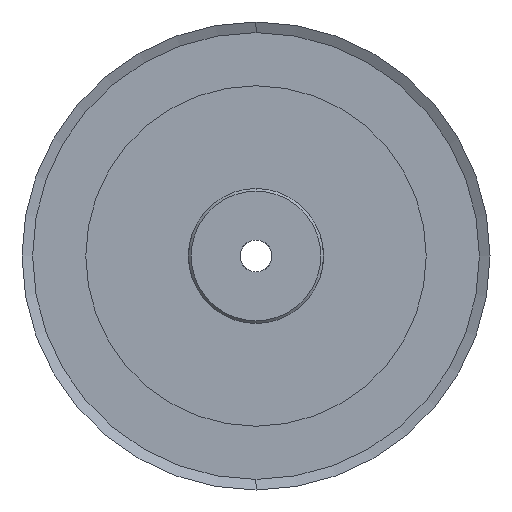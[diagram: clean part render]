
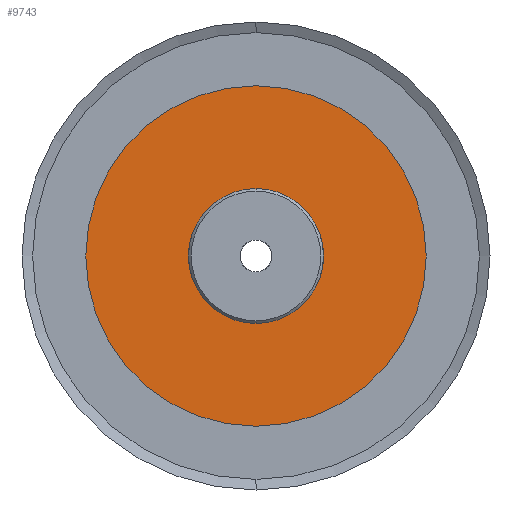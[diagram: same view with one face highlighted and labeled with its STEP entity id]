
A CAD part, left-side view. The second image highlights one B-rep face of the part: STEP entity #9743.
In plain terms, the highlighted planar face has unit normal (-1, 0, 0).
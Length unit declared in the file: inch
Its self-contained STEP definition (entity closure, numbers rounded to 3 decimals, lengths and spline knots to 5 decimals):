
#39 = DIRECTION ( 'NONE',  ( 0., 0., -1. ) ) ;
#87 = FACE_BOUND ( 'NONE', #7332, .T. ) ;
#1510 = AXIS2_PLACEMENT_3D ( 'NONE', #3265, #10776, #11912 ) ;
#1741 = EDGE_CURVE ( 'NONE', #4711, #11815, #5853, .T. ) ;
#2164 = ORIENTED_EDGE ( 'NONE', *, *, #1741, .F. ) ;
#2459 = DIRECTION ( 'NONE',  ( -1., 0., 0. ) ) ;
#2713 = CARTESIAN_POINT ( 'NONE',  ( -0.1437, 0., -0.25 ) ) ;
#3196 = AXIS2_PLACEMENT_3D ( 'NONE', #9879, #3390, #10950 ) ;
#3265 = CARTESIAN_POINT ( 'NONE',  ( -0.1437, 0., 0. ) ) ;
#3390 = DIRECTION ( 'NONE',  ( 1., 0., 0. ) ) ;
#4315 = DIRECTION ( 'NONE',  ( -1., 0., 0. ) ) ;
#4337 = PLANE ( 'NONE',  #1510 ) ;
#4711 = VERTEX_POINT ( 'NONE', #4921 ) ;
#4921 = CARTESIAN_POINT ( 'NONE',  ( -0.1437, 0., -0.62992 ) ) ;
#5014 = AXIS2_PLACEMENT_3D ( 'NONE', #10799, #4315, #11884 ) ;
#5102 = VERTEX_POINT ( 'NONE', #2713 ) ;
#5853 = CIRCLE ( 'NONE', #3196, 0.62992 ) ;
#6011 = AXIS2_PLACEMENT_3D ( 'NONE', #8947, #2459, #10017 ) ;
#6550 = DIRECTION ( 'NONE',  ( 1., 0., 0. ) ) ;
#7308 = VERTEX_POINT ( 'NONE', #8035 ) ;
#7332 = EDGE_LOOP ( 'NONE', ( #9298, #13349 ) ) ;
#8035 = CARTESIAN_POINT ( 'NONE',  ( -0.1437, 0., 0.25 ) ) ;
#8947 = CARTESIAN_POINT ( 'NONE',  ( -0.1437, 0., 0. ) ) ;
#9298 = ORIENTED_EDGE ( 'NONE', *, *, #11245, .F. ) ;
#9743 = ADVANCED_FACE ( 'NONE', ( #11257, #87 ), #4337, .F. ) ;
#9879 = CARTESIAN_POINT ( 'NONE',  ( -0.1437, 0., 0. ) ) ;
#10017 = DIRECTION ( 'NONE',  ( 0., 0., -1. ) ) ;
#10042 = CIRCLE ( 'NONE', #5014, 0.25 ) ;
#10183 = EDGE_LOOP ( 'NONE', ( #10417, #2164 ) ) ;
#10417 = ORIENTED_EDGE ( 'NONE', *, *, #11119, .F. ) ;
#10597 = AXIS2_PLACEMENT_3D ( 'NONE', #12969, #6550, #39 ) ;
#10776 = DIRECTION ( 'NONE',  ( 1., 0., 0. ) ) ;
#10799 = CARTESIAN_POINT ( 'NONE',  ( -0.1437, 0., 0. ) ) ;
#10950 = DIRECTION ( 'NONE',  ( 0., 0., -1. ) ) ;
#11032 = CARTESIAN_POINT ( 'NONE',  ( -0.1437, 0., 0.62992 ) ) ;
#11119 = EDGE_CURVE ( 'NONE', #11815, #4711, #13723, .T. ) ;
#11245 = EDGE_CURVE ( 'NONE', #5102, #7308, #12719, .T. ) ;
#11257 = FACE_OUTER_BOUND ( 'NONE', #10183, .T. ) ;
#11815 = VERTEX_POINT ( 'NONE', #11032 ) ;
#11884 = DIRECTION ( 'NONE',  ( 0., 0., -1. ) ) ;
#11912 = DIRECTION ( 'NONE',  ( 0., 0., -1. ) ) ;
#12719 = CIRCLE ( 'NONE', #6011, 0.25 ) ;
#12969 = CARTESIAN_POINT ( 'NONE',  ( -0.1437, 0., 0. ) ) ;
#13096 = EDGE_CURVE ( 'NONE', #7308, #5102, #10042, .T. ) ;
#13349 = ORIENTED_EDGE ( 'NONE', *, *, #13096, .F. ) ;
#13723 = CIRCLE ( 'NONE', #10597, 0.62992 ) ;
